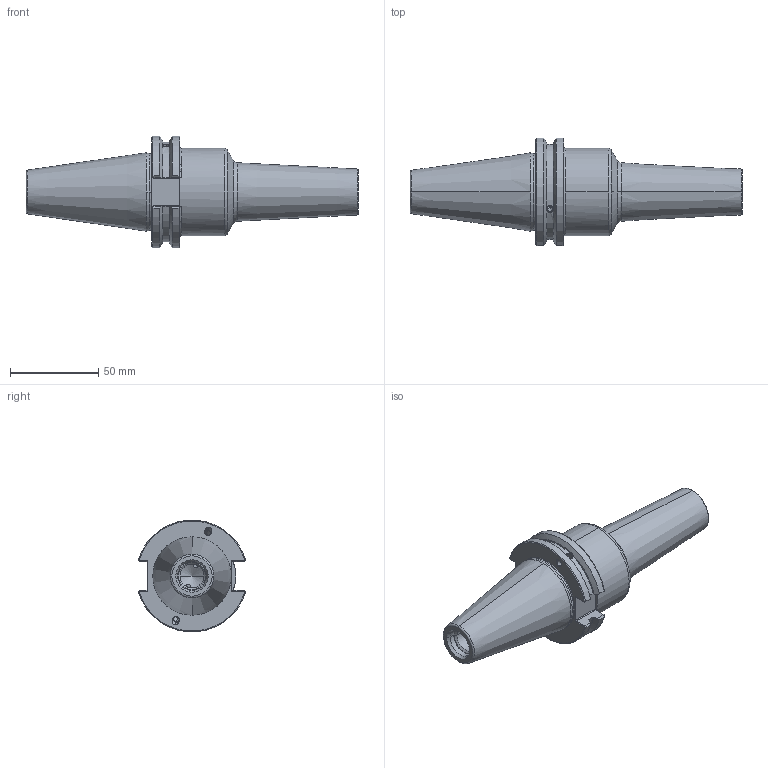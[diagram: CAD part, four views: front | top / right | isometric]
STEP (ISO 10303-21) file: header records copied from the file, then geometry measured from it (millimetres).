
FILE_DESCRIPTION((''),'2;1');
FILE_NAME('CAT40ADB-HMC1_2-4_72-854032','2018-07-06T',('user'),(''),'PRO/ENGINEER BY PARAMETRIC TECHNOLOGY CORPORATION, 2015200','PRO/ENGINEER BY PARAMETRIC TECHNOLOGY CORPORATION, 2015200','');
FILE_SCHEMA(('CONFIG_CONTROL_DESIGN'));
Length unit declared in the file: millimetre
Products named in the file (1): CAT40ADB-HMC1_2-4_72-854032
Bounding box: 188.25 x 60.84 x 63.27 mm (x, y, z)
Volume: 201380.8 mm3; surface area: 34856.2 mm2
Topology: 1 solids, 6 shells, 159 faces, 442 edges, 284 vertices
Faces by surface type: plane 57, cylinder 56, cone 24, torus 18, bspline 4
Entity records: 5627 total; most frequent: CARTESIAN_POINT 1639, ORIENTED_EDGE 828, DIRECTION 799, EDGE_CURVE 434, AXIS2_PLACEMENT_3D 312, VERTEX_POINT 284, VECTOR 175, LINE 175
